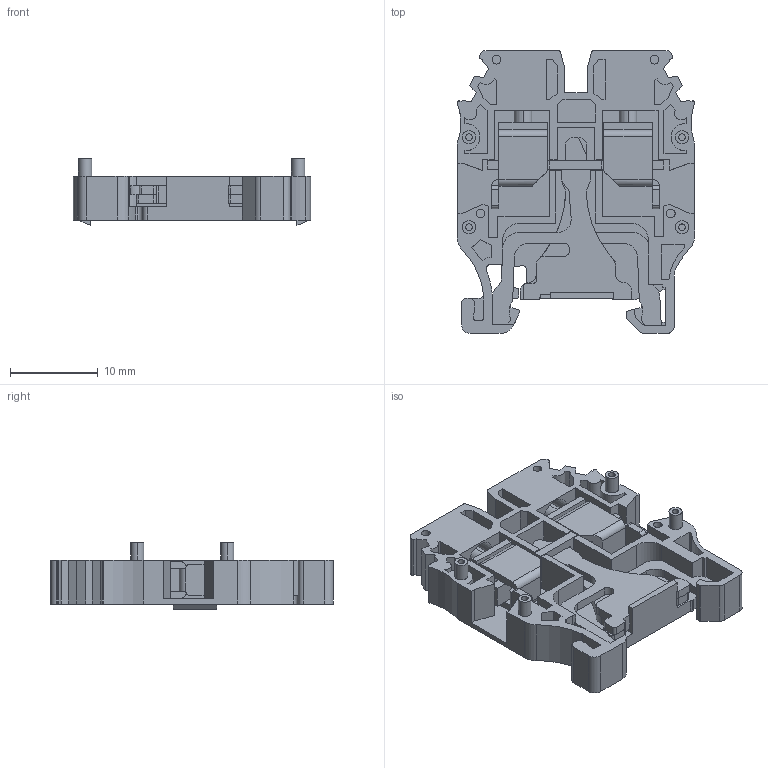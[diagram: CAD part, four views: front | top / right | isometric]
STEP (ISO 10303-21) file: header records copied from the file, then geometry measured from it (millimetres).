
FILE_DESCRIPTION (( 'STEP AP214' ), '1' );
FILE_NAME ('KN-MG12.step', '2015-05-04T11:27:18', ( '' ), ( '' ), 'SwSTEP 2.0', 'SolidWorks 2014', '' );
FILE_SCHEMA (( 'AUTOMOTIVE_DESIGN' ));
Length unit declared in the file: millimetre
Products named in the file (1): KN-MG12
Bounding box: 27 x 32.2 x 7.61 mm (x, y, z)
Volume: 2089.4 mm3; surface area: 4849.3 mm2
Topology: 6 solids, 6 shells, 552 faces, 1543 edges, 1023 vertices
Faces by surface type: plane 361, cylinder 191
Entity records: 21954 total; most frequent: CARTESIAN_POINT 3131, ORIENTED_EDGE 3086, DIRECTION 3056, EDGE_CURVE 1543, VECTOR 1128, LINE 1128, VERTEX_POINT 1023, AXIS2_PLACEMENT_3D 964
